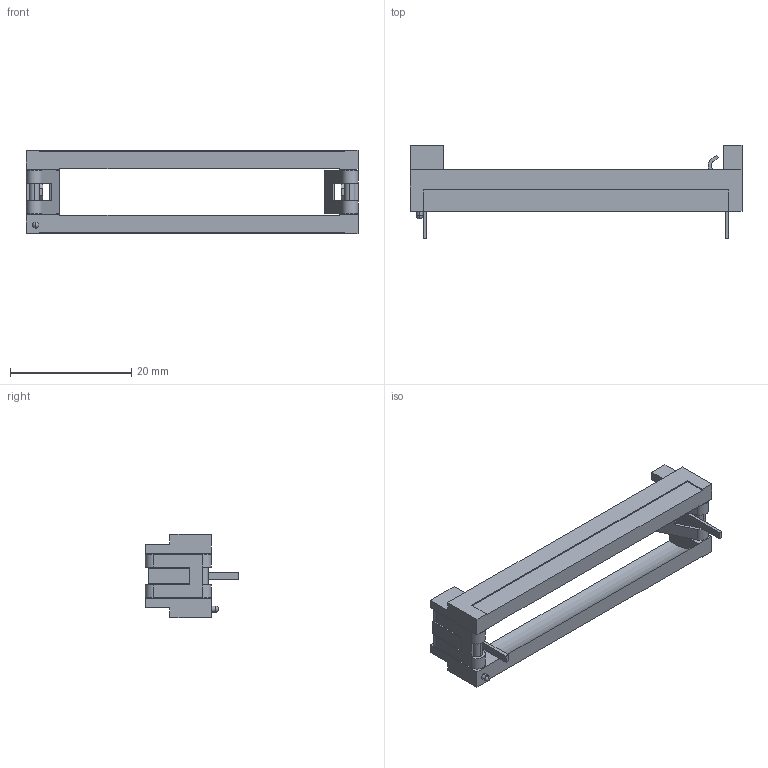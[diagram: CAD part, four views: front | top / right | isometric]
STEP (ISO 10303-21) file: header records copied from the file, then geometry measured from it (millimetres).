
FILE_DESCRIPTION (( 'STEP AP214' ), '1' );
FILE_NAME ('BA1AAAPC.STEP', '2019-11-26T13:07:44', ( '' ), ( '' ), 'SwSTEP 2.0', 'SolidWorks 2017', '' );
FILE_SCHEMA (( 'AUTOMOTIVE_DESIGN' ));
Length unit declared in the file: millimetre
Products named in the file (1): BA1AAAPC
Bounding box: 54.86 x 15.49 x 13.72 mm (x, y, z)
Volume: 1412.8 mm3; surface area: 3462 mm2
Topology: 3 solids, 3 shells, 137 faces, 391 edges, 253 vertices
Faces by surface type: plane 96, cylinder 39, sphere 2
Entity records: 4465 total; most frequent: CARTESIAN_POINT 776, ORIENTED_EDGE 774, DIRECTION 743, EDGE_CURVE 387, VECTOR 307, LINE 307, VERTEX_POINT 251, AXIS2_PLACEMENT_3D 218
